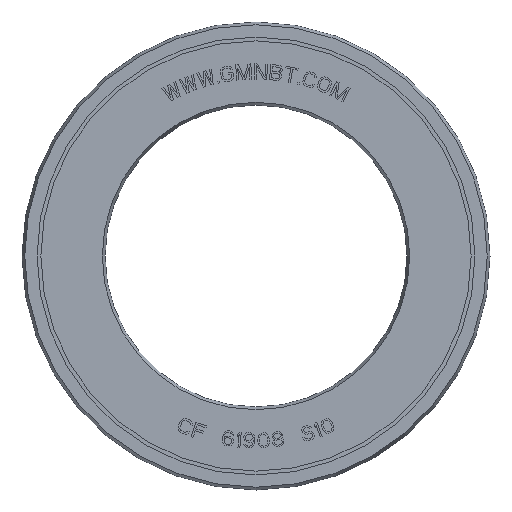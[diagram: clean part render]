
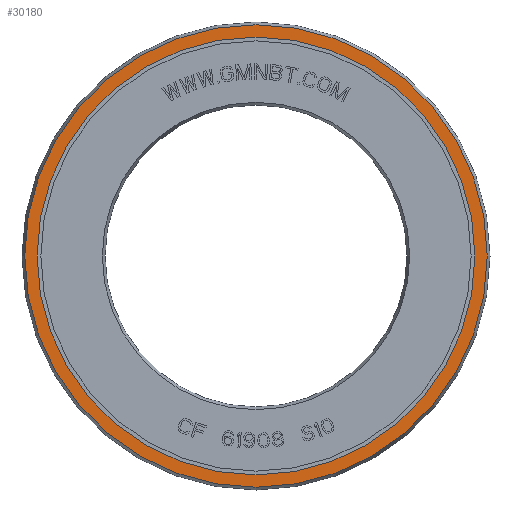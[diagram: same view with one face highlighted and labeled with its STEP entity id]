
A CAD part, front view. The second image highlights one B-rep face of the part: STEP entity #30180.
In plain terms, the highlighted planar face has unit normal (0, -1, 0).
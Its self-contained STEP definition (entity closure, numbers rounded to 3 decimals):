
#29699=CARTESIAN_POINT('',(0.,-3.,0.));
#29700=DIRECTION('',(0.,1.,0.));
#29701=DIRECTION('',(0.,0.,-1.));
#29702=AXIS2_PLACEMENT_3D('',#29699,#29700,#29701);
#29707=CARTESIAN_POINT('',(0.,-3.,0.));
#29708=DIRECTION('',(0.,-1.,0.));
#29709=DIRECTION('',(0.,0.,-1.));
#29710=AXIS2_PLACEMENT_3D('',#29707,#29708,#29709);
#29715=CARTESIAN_POINT('',(0.,-3.,0.));
#29716=DIRECTION('',(0.,-1.,0.));
#29717=DIRECTION('',(0.,0.,-1.));
#29718=AXIS2_PLACEMENT_3D('',#29715,#29716,#29717);
#29737=CARTESIAN_POINT('',(0.,-3.,0.));
#29738=DIRECTION('',(0.,1.,0.));
#29739=DIRECTION('',(0.,0.,-1.));
#29740=AXIS2_PLACEMENT_3D('',#29737,#29738,#29739);
#29776=CARTESIAN_POINT('',(0.,-3.,-29.));
#29778=VERTEX_POINT('',#29776);
#29779=CARTESIAN_POINT('',(0.,-3.,-30.636));
#29781=VERTEX_POINT('',#29779);
#29792=CARTESIAN_POINT('',(0.,-3.,29.));
#29794=VERTEX_POINT('',#29792);
#29795=CARTESIAN_POINT('',(0.,-3.,30.636));
#29797=VERTEX_POINT('',#29795);
#30165=CARTESIAN_POINT('',(0.,-3.,0.));
#30166=DIRECTION('',(0.,-1.,0.));
#30167=DIRECTION('',(0.,0.,1.));
#30168=AXIS2_PLACEMENT_3D('',#30165,#30166,#30167);
#30169=PLANE('',#30168);
#30171=ORIENTED_EDGE('',*,*,#30170,.F.);
#30173=ORIENTED_EDGE('',*,*,#30172,.T.);
#30174=EDGE_LOOP('',(#30171,#30173));
#30175=FACE_OUTER_BOUND('',#30174,.F.);
#30176=ORIENTED_EDGE('',*,*,#30158,.F.);
#30177=ORIENTED_EDGE('',*,*,#30147,.T.);
#30178=EDGE_LOOP('',(#30176,#30177));
#30179=FACE_BOUND('',#30178,.F.);
#29703=CIRCLE('',#29702,29.);
#29711=CIRCLE('',#29710,29.);
#29719=CIRCLE('',#29718,30.636);
#29741=CIRCLE('',#29740,30.636);
#30147=EDGE_CURVE('',#29778,#29794,#29711,.T.);
#30158=EDGE_CURVE('',#29778,#29794,#29703,.T.);
#30170=EDGE_CURVE('',#29781,#29797,#29719,.T.);
#30172=EDGE_CURVE('',#29781,#29797,#29741,.T.);
#30180=ADVANCED_FACE('',(#30175,#30179),#30169,.T.);
